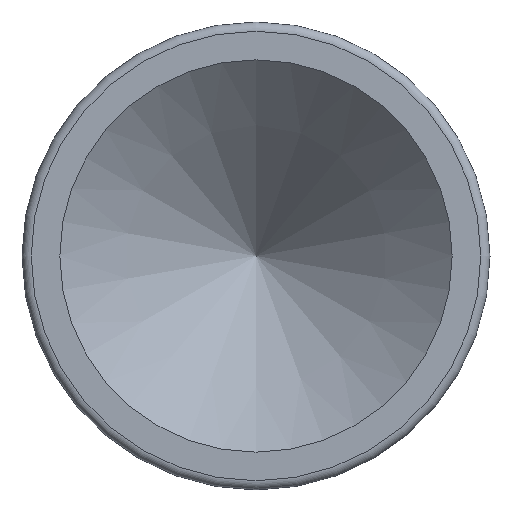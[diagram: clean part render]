
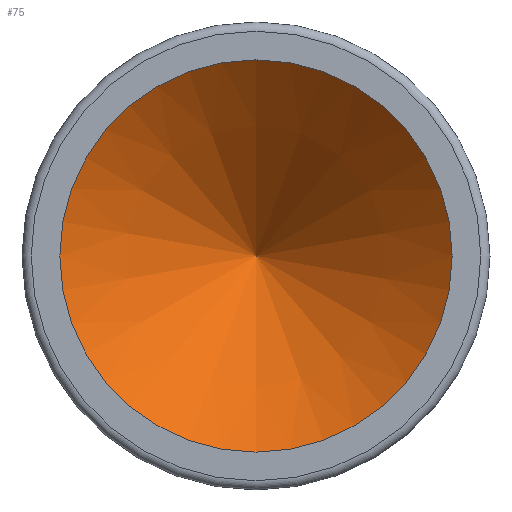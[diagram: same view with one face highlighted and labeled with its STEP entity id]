
A CAD part, left-side view. The second image highlights one B-rep face of the part: STEP entity #75.
In plain terms, the highlighted conical face has half-angle 48.2 degrees and reference radius 21.25 mm.
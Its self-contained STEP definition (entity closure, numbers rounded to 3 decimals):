
#75 = ADVANCED_FACE( '', ( #86, #87 ), #88, .F. );
#86 = FACE_BOUND( '', #116, .T. );
#87 = FACE_OUTER_BOUND( '', #117, .T. );
#88 = CONICAL_SURFACE( '', #118, 21.25, 0.841 );
#116 = VERTEX_LOOP( '', #146 );
#117 = EDGE_LOOP( '', ( #147 ) );
#118 = AXIS2_PLACEMENT_3D( '', #148, #149, #150 );
#146 = VERTEX_POINT( '', #196 );
#147 = ORIENTED_EDGE( '', *, *, #197, .F. );
#148 = CARTESIAN_POINT( '', ( 0.6, 0., 0. ) );
#149 = DIRECTION( '', ( -1., 0., 0. ) );
#150 = DIRECTION( '', ( 0., 0., 1. ) );
#196 = CARTESIAN_POINT( '', ( 19.6, 0., 0. ) );
#197 = EDGE_CURVE( '', #207, #207, #208, .T. );
#207 = VERTEX_POINT( '', #225 );
#208 = CIRCLE( '', #226, 21.25 );
#225 = CARTESIAN_POINT( '', ( 0.6, 0., -21.25 ) );
#226 = AXIS2_PLACEMENT_3D( '', #243, #244, #245 );
#243 = CARTESIAN_POINT( '', ( 0.6, 0., 0. ) );
#244 = DIRECTION( '', ( 1., 0., 0. ) );
#245 = DIRECTION( '', ( 0., 0., -1. ) );
